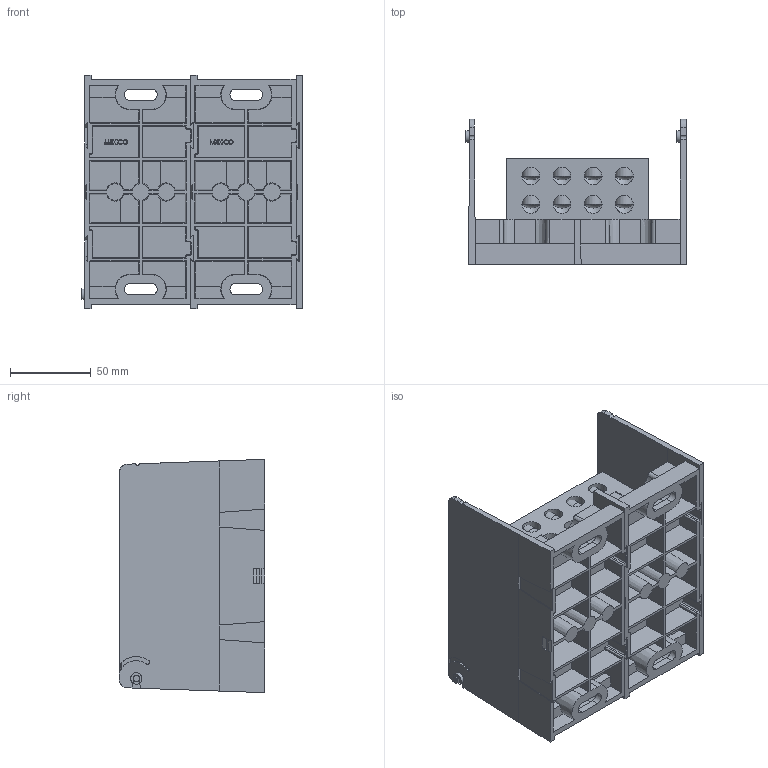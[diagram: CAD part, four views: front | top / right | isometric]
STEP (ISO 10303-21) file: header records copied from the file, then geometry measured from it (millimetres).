
FILE_DESCRIPTION (( 'STEP AP214' ), '1' );
FILE_NAME ('420243.STEP', '2013-09-23T19:33:15', ( '' ), ( '' ), 'SwSTEP 2.0', 'SolidWorks 2013', '' );
FILE_SCHEMA (( 'AUTOMOTIVE_DESIGN' ));
Length unit declared in the file: inch
Products named in the file (1): 420243
Bounding box: 136.78 x 90.17 x 144.78 mm (x, y, z)
Volume: 474247.8 mm3; surface area: 230624 mm2
Topology: 17 solids, 17 shells, 1067 faces, 2705 edges, 1753 vertices
Faces by surface type: plane 643, cone 199, cylinder 170, bspline 38, torus 14, sphere 3
Full cylindrical faces by diameter (mm): 4.064 x1, 4.928 x4, 6.909 x2, 7.112 x1, 9.921 x8, 10.795 x2, 11.112 x8, 11.125 x8, 12.7 x2, 19.05 x3, 22.225 x3
Entity records: 52020 total; most frequent: CARTESIAN_POINT 13756, ORIENTED_EDGE 4994, DIRECTION 4579, EDGE_CURVE 2497, VERTEX_POINT 1722, LINE 1699, VECTOR 1699, AXIS2_PLACEMENT_3D 1440
